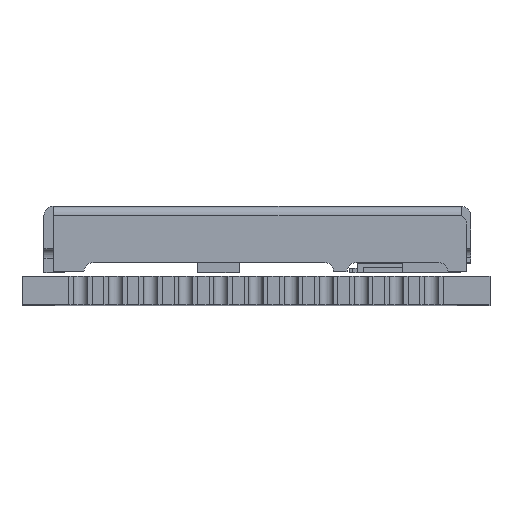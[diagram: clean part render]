
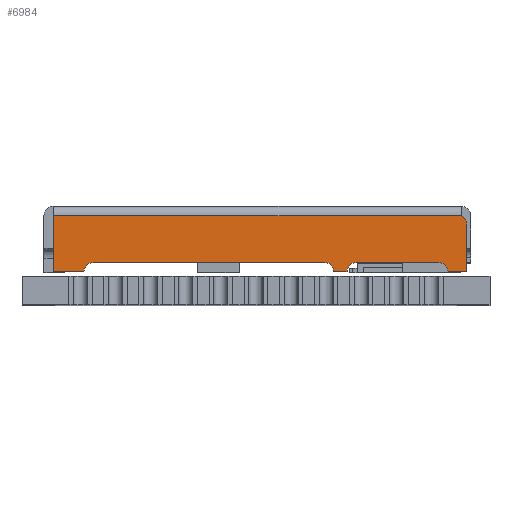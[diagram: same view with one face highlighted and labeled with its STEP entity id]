
A CAD part, top view. The second image highlights one B-rep face of the part: STEP entity #6984.
In plain terms, the highlighted face is planar.
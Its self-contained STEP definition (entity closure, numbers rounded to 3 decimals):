
#534 = CARTESIAN_POINT ( 'NONE',  ( 0.49, 0.617, 0. ) ) ;
#535 = CARTESIAN_POINT ( 'NONE',  ( 0.49, 1.216, 0.2 ) ) ;
#538 = CARTESIAN_POINT ( 'NONE',  ( 0.49, 0.617, 1.017 ) ) ;
#539 = CARTESIAN_POINT ( 'NONE',  ( 0.49, 1.016, 0. ) ) ;
#540 = CARTESIAN_POINT ( 'NONE',  ( 0.49, 2.977, 0.2 ) ) ;
#541 = CARTESIAN_POINT ( 'NONE',  ( 0.49, 3.177, 0. ) ) ;
#542 = CARTESIAN_POINT ( 'NONE',  ( 0.49, 3.46, 0. ) ) ;
#543 = CARTESIAN_POINT ( 'NONE',  ( 0.49, 3.66, 0.2 ) ) ;
#546 = CARTESIAN_POINT ( 'NONE',  ( 0.49, 9.444, 1.2 ) ) ;
#547 = CARTESIAN_POINT ( 'NONE',  ( 0.49, 8.599, 0.2 ) ) ;
#549 = CARTESIAN_POINT ( 'NONE',  ( 0.49, 8.799, 0. ) ) ;
#551 = CARTESIAN_POINT ( 'NONE',  ( 0.49, 9.444, 0. ) ) ;
#561 = CARTESIAN_POINT ( 'NONE',  ( 0.49, 0.737, 1.2 ) ) ;
#2664 = EDGE_LOOP ( 'NONE', ( #6260, #6261, #6262, #6263, #6264, #6265, #6266, #6267, #6268, #6269, #6270, #6271, #6272 ) ) ;
#5459 = EDGE_CURVE ( 'NONE', #9026, #9024, #10423, .T. ) ;
#5462 = EDGE_CURVE ( 'NONE', #9021, #9036, #10424, .T. ) ;
#5463 = EDGE_CURVE ( 'NONE', #9026, #9021, #10428, .T. ) ;
#5464 = EDGE_CURVE ( 'NONE', #9024, #9022, #10432, .T. ) ;
#5465 = EDGE_CURVE ( 'NONE', #9022, #9018, #10434, .T. ) ;
#5466 = EDGE_CURVE ( 'NONE', #9018, #9017, #10435, .T. ) ;
#5467 = EDGE_CURVE ( 'NONE', #9017, #9016, #10437, .T. ) ;
#5468 = EDGE_CURVE ( 'NONE', #9016, #9015, #10438, .T. ) ;
#5469 = EDGE_CURVE ( 'NONE', #9015, #9014, #10440, .T. ) ;
#5470 = EDGE_CURVE ( 'NONE', #9014, #9013, #10441, .T. ) ;
#5471 = EDGE_CURVE ( 'NONE', #9013, #9012, #10443, .T. ) ;
#5472 = EDGE_CURVE ( 'NONE', #9012, #9011, #10444, .T. ) ;
#5473 = EDGE_CURVE ( 'NONE', #9011, #9036, #10446, .T. ) ;
#6260 = ORIENTED_EDGE ( 'NONE', *, *, #5462, .F. ) ;
#6261 = ORIENTED_EDGE ( 'NONE', *, *, #5463, .F. ) ;
#6262 = ORIENTED_EDGE ( 'NONE', *, *, #5459, .T. ) ;
#6263 = ORIENTED_EDGE ( 'NONE', *, *, #5464, .T. ) ;
#6264 = ORIENTED_EDGE ( 'NONE', *, *, #5465, .T. ) ;
#6265 = ORIENTED_EDGE ( 'NONE', *, *, #5466, .T. ) ;
#6266 = ORIENTED_EDGE ( 'NONE', *, *, #5467, .T. ) ;
#6267 = ORIENTED_EDGE ( 'NONE', *, *, #5468, .T. ) ;
#6268 = ORIENTED_EDGE ( 'NONE', *, *, #5469, .T. ) ;
#6269 = ORIENTED_EDGE ( 'NONE', *, *, #5470, .T. ) ;
#6270 = ORIENTED_EDGE ( 'NONE', *, *, #5471, .T. ) ;
#6271 = ORIENTED_EDGE ( 'NONE', *, *, #5472, .T. ) ;
#6272 = ORIENTED_EDGE ( 'NONE', *, *, #5473, .T. ) ;
#6984 = ADVANCED_FACE ( 'NONE', ( #8209 ), #13401, .T. ) ;
#8209 = FACE_OUTER_BOUND ( 'NONE', #2664, .T. ) ;
#9011 = VERTEX_POINT ( 'NONE', #538 ) ;
#9012 = VERTEX_POINT ( 'NONE', #534 ) ;
#9013 = VERTEX_POINT ( 'NONE', #539 ) ;
#9014 = VERTEX_POINT ( 'NONE', #535 ) ;
#9015 = VERTEX_POINT ( 'NONE', #540 ) ;
#9016 = VERTEX_POINT ( 'NONE', #541 ) ;
#9017 = VERTEX_POINT ( 'NONE', #542 ) ;
#9018 = VERTEX_POINT ( 'NONE', #543 ) ;
#9021 = VERTEX_POINT ( 'NONE', #546 ) ;
#9022 = VERTEX_POINT ( 'NONE', #547 ) ;
#9024 = VERTEX_POINT ( 'NONE', #549 ) ;
#9026 = VERTEX_POINT ( 'NONE', #551 ) ;
#9036 = VERTEX_POINT ( 'NONE', #561 ) ;
#9630 = AXIS2_PLACEMENT_3D ( 'NONE', #10117, #10118, #10119 ) ;
#9631 = AXIS2_PLACEMENT_3D ( 'NONE', #10122, #10123, #10124 ) ;
#9632 = AXIS2_PLACEMENT_3D ( 'NONE', #10127, #10128, #10129 ) ;
#9633 = AXIS2_PLACEMENT_3D ( 'NONE', #10132, #10133, #10134 ) ;
#9634 = AXIS2_PLACEMENT_3D ( 'NONE', #10137, #10138, #10139 ) ;
#10099 = CARTESIAN_POINT ( 'NONE',  ( 0.49, 9.454, 0. ) ) ;
#10101 = CARTESIAN_POINT ( 'NONE',  ( 0.49, 0.737, 1.2 ) ) ;
#10106 = CARTESIAN_POINT ( 'NONE',  ( 0.49, 9.444, 1.4 ) ) ;
#10107 = DIRECTION ( 'NONE',  ( 0., -1., 0. ) ) ;
#10110 = DIRECTION ( 'NONE',  ( 0., -1., 0. ) ) ;
#10112 = DIRECTION ( 'NONE',  ( 0., -1., 0. ) ) ;
#10113 = CARTESIAN_POINT ( 'NONE',  ( 0.49, 9.454, 0.2 ) ) ;
#10114 = DIRECTION ( 'NONE',  ( 0., 0., 1. ) ) ;
#10115 = CARTESIAN_POINT ( 'NONE',  ( 0.49, 9.454, 0. ) ) ;
#10116 = DIRECTION ( 'NONE',  ( 0., -1., 0. ) ) ;
#10117 = CARTESIAN_POINT ( 'NONE',  ( 0.49, 8.599, 0. ) ) ;
#10118 = DIRECTION ( 'NONE',  ( 1., 0., 0. ) ) ;
#10119 = DIRECTION ( 'NONE',  ( 0., 0., -1. ) ) ;
#10120 = CARTESIAN_POINT ( 'NONE',  ( 0.49, 9.454, 0.2 ) ) ;
#10121 = DIRECTION ( 'NONE',  ( 0., -1., 0. ) ) ;
#10122 = CARTESIAN_POINT ( 'NONE',  ( 0.49, 3.66, 0. ) ) ;
#10123 = DIRECTION ( 'NONE',  ( 1., 0., 0. ) ) ;
#10124 = DIRECTION ( 'NONE',  ( 0., 0., -1. ) ) ;
#10125 = CARTESIAN_POINT ( 'NONE',  ( 0.49, 9.454, 0. ) ) ;
#10126 = DIRECTION ( 'NONE',  ( 0., -1., 0. ) ) ;
#10127 = CARTESIAN_POINT ( 'NONE',  ( 0.49, 2.977, 0. ) ) ;
#10128 = DIRECTION ( 'NONE',  ( 1., 0., 0. ) ) ;
#10129 = DIRECTION ( 'NONE',  ( 0., 0., -1. ) ) ;
#10132 = CARTESIAN_POINT ( 'NONE',  ( 0.49, 1.216, 0. ) ) ;
#10133 = DIRECTION ( 'NONE',  ( 1., 0., 0. ) ) ;
#10134 = DIRECTION ( 'NONE',  ( 0., 0., -1. ) ) ;
#10135 = CARTESIAN_POINT ( 'NONE',  ( 0.49, 0.617, 1.4 ) ) ;
#10136 = DIRECTION ( 'NONE',  ( 0., 0., 1. ) ) ;
#10137 = CARTESIAN_POINT ( 'NONE',  ( 0.49, 0.817, 1.017 ) ) ;
#10138 = DIRECTION ( 'NONE',  ( -1., 0., 0. ) ) ;
#10139 = DIRECTION ( 'NONE',  ( 0., 0., 1. ) ) ;
#10423 = LINE ( 'NONE', #10099, #10425 ) ;
#10424 = LINE ( 'NONE', #10101, #10431 ) ;
#10425 = VECTOR ( 'NONE', #10107, 1000. ) ;
#10428 = LINE ( 'NONE', #10106, #10433 ) ;
#10431 = VECTOR ( 'NONE', #10112, 1000. ) ;
#10432 = CIRCLE ( 'NONE', #9630, 0.2 ) ;
#10433 = VECTOR ( 'NONE', #10114, 1000. ) ;
#10434 = LINE ( 'NONE', #10113, #10436 ) ;
#10435 = CIRCLE ( 'NONE', #9631, 0.2 ) ;
#10436 = VECTOR ( 'NONE', #10110, 1000. ) ;
#10437 = LINE ( 'NONE', #10115, #10439 ) ;
#10438 = CIRCLE ( 'NONE', #9632, 0.2 ) ;
#10439 = VECTOR ( 'NONE', #10116, 1000. ) ;
#10440 = LINE ( 'NONE', #10120, #10442 ) ;
#10441 = CIRCLE ( 'NONE', #9633, 0.2 ) ;
#10442 = VECTOR ( 'NONE', #10121, 1000. ) ;
#10443 = LINE ( 'NONE', #10125, #10445 ) ;
#10444 = LINE ( 'NONE', #10135, #10447 ) ;
#10445 = VECTOR ( 'NONE', #10126, 1000. ) ;
#10446 = CIRCLE ( 'NONE', #9634, 0.2 ) ;
#10447 = VECTOR ( 'NONE', #10136, 1000. ) ;
#13401 = PLANE ( 'NONE',  #13613 ) ;
#13420 = CARTESIAN_POINT ( 'NONE',  ( 0.49, 9.454, 1.4 ) ) ;
#13421 = DIRECTION ( 'NONE',  ( -1., 0., 0. ) ) ;
#13422 = DIRECTION ( 'NONE',  ( 0., 0., 1. ) ) ;
#13613 = AXIS2_PLACEMENT_3D ( 'NONE', #13420, #13421, #13422 ) ;
